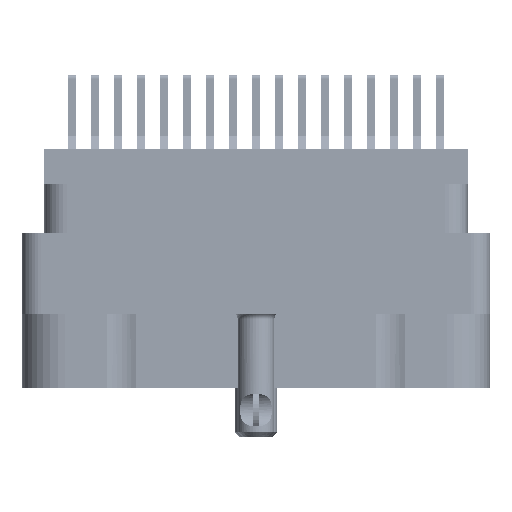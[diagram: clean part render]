
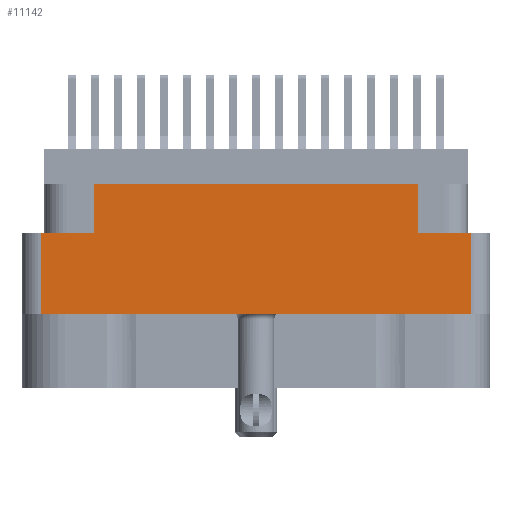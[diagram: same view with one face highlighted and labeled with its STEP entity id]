
A CAD part, left-side view. The second image highlights one B-rep face of the part: STEP entity #11142.
In plain terms, the highlighted planar face has unit normal (-1, 0, 0).
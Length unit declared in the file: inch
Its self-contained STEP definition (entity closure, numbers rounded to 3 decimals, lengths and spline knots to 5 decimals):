
#933 = EDGE_CURVE ( 'NONE', #86990, #36438, #52147, .T. ) ;
#2967 = PLANE ( 'NONE',  #94114 ) ;
#5070 = EDGE_CURVE ( 'NONE', #52187, #80733, #68449, .T. ) ;
#6256 = ORIENTED_EDGE ( 'NONE', *, *, #933, .F. ) ;
#7106 = VERTEX_POINT ( 'NONE', #71546 ) ;
#7191 = EDGE_CURVE ( 'NONE', #84867, #80733, #89886, .T. ) ;
#10420 = DIRECTION ( 'NONE',  ( 0., -1., 0. ) ) ;
#10599 = EDGE_CURVE ( 'NONE', #36438, #84867, #45733, .T. ) ;
#11142 = ADVANCED_FACE ( 'NONE', ( #12865 ), #2967, .T. ) ;
#12865 = FACE_OUTER_BOUND ( 'NONE', #33790, .T. ) ;
#13420 = VECTOR ( 'NONE', #82750, 39.37008 ) ;
#18962 = VECTOR ( 'NONE', #90571, 39.37008 ) ;
#19262 = ORIENTED_EDGE ( 'NONE', *, *, #36715, .T. ) ;
#20321 = DIRECTION ( 'NONE',  ( 0., -1., 0. ) ) ;
#20326 = CARTESIAN_POINT ( 'NONE',  ( -1.375, -0.5285, -0.274 ) ) ;
#21686 = CARTESIAN_POINT ( 'NONE',  ( -1.375, 0.7005, -0.78 ) ) ;
#24704 = DIRECTION ( 'NONE',  ( 0., 0., 1. ) ) ;
#25947 = LINE ( 'NONE', #55265, #59959 ) ;
#26485 = CARTESIAN_POINT ( 'NONE',  ( -1.375, 0.5285, -0.117 ) ) ;
#29642 = CARTESIAN_POINT ( 'NONE',  ( -1.375, -0.7625, -0.78 ) ) ;
#32028 = VECTOR ( 'NONE', #85150, 39.37008 ) ;
#33110 = CARTESIAN_POINT ( 'NONE',  ( -1.375, 0., -0.274 ) ) ;
#33774 = DIRECTION ( 'NONE',  ( 0., -1., 0. ) ) ;
#33790 = EDGE_LOOP ( 'NONE', ( #6256, #85328, #42036, #19262, #90813, #87164, #51474, #90705 ) ) ;
#34085 = LINE ( 'NONE', #43384, #13420 ) ;
#35321 = CARTESIAN_POINT ( 'NONE',  ( -1.375, 0., -0.274 ) ) ;
#36421 = DIRECTION ( 'NONE',  ( 0., 0., 1. ) ) ;
#36438 = VERTEX_POINT ( 'NONE', #45947 ) ;
#36715 = EDGE_CURVE ( 'NONE', #99420, #7106, #25947, .T. ) ;
#39959 = VECTOR ( 'NONE', #20321, 39.37008 ) ;
#40965 = CARTESIAN_POINT ( 'NONE',  ( -1.375, 0.7625, -0.117 ) ) ;
#42036 = ORIENTED_EDGE ( 'NONE', *, *, #82567, .T. ) ;
#43384 = CARTESIAN_POINT ( 'NONE',  ( -1.375, 0., -0.54 ) ) ;
#45733 = LINE ( 'NONE', #80743, #18962 ) ;
#45947 = CARTESIAN_POINT ( 'NONE',  ( -1.375, 0.5285, -0.274 ) ) ;
#46554 = VECTOR ( 'NONE', #33774, 39.37008 ) ;
#48985 = LINE ( 'NONE', #33110, #46554 ) ;
#51474 = ORIENTED_EDGE ( 'NONE', *, *, #7191, .F. ) ;
#52147 = LINE ( 'NONE', #35321, #39959 ) ;
#52187 = VERTEX_POINT ( 'NONE', #20326 ) ;
#55230 = CARTESIAN_POINT ( 'NONE',  ( -1.375, -0.5285, -0.274 ) ) ;
#55257 = CARTESIAN_POINT ( 'NONE',  ( -1.375, -0.7005, -0.54 ) ) ;
#55265 = CARTESIAN_POINT ( 'NONE',  ( -1.375, -0.7005, -0.78 ) ) ;
#56805 = CARTESIAN_POINT ( 'NONE',  ( -1.375, -0.5285, -0.117 ) ) ;
#59959 = VECTOR ( 'NONE', #24704, 39.37008 ) ;
#64151 = VERTEX_POINT ( 'NONE', #69200 ) ;
#67052 = VECTOR ( 'NONE', #91276, 39.37008 ) ;
#67954 = VECTOR ( 'NONE', #10420, 39.37008 ) ;
#68449 = LINE ( 'NONE', #55230, #32028 ) ;
#68983 = DIRECTION ( 'NONE',  ( -1., 0., 0. ) ) ;
#69200 = CARTESIAN_POINT ( 'NONE',  ( -1.375, 0.7005, -0.54 ) ) ;
#71546 = CARTESIAN_POINT ( 'NONE',  ( -1.375, -0.7005, -0.274 ) ) ;
#75937 = CARTESIAN_POINT ( 'NONE',  ( -1.375, 0.7005, -0.274 ) ) ;
#79729 = EDGE_CURVE ( 'NONE', #86990, #64151, #87694, .T. ) ;
#80733 = VERTEX_POINT ( 'NONE', #56805 ) ;
#80743 = CARTESIAN_POINT ( 'NONE',  ( -1.375, 0.5285, -0.274 ) ) ;
#82567 = EDGE_CURVE ( 'NONE', #64151, #99420, #34085, .T. ) ;
#82750 = DIRECTION ( 'NONE',  ( 0., -1., 0. ) ) ;
#84867 = VERTEX_POINT ( 'NONE', #26485 ) ;
#85150 = DIRECTION ( 'NONE',  ( 0., 0., 1. ) ) ;
#85328 = ORIENTED_EDGE ( 'NONE', *, *, #79729, .T. ) ;
#86990 = VERTEX_POINT ( 'NONE', #75937 ) ;
#87164 = ORIENTED_EDGE ( 'NONE', *, *, #5070, .T. ) ;
#87694 = LINE ( 'NONE', #21686, #67052 ) ;
#89886 = LINE ( 'NONE', #40965, #67954 ) ;
#90571 = DIRECTION ( 'NONE',  ( 0., 0., 1. ) ) ;
#90705 = ORIENTED_EDGE ( 'NONE', *, *, #10599, .F. ) ;
#90813 = ORIENTED_EDGE ( 'NONE', *, *, #98203, .F. ) ;
#91276 = DIRECTION ( 'NONE',  ( 0., 0., -1. ) ) ;
#94114 = AXIS2_PLACEMENT_3D ( 'NONE', #29642, #68983, #36421 ) ;
#98203 = EDGE_CURVE ( 'NONE', #52187, #7106, #48985, .T. ) ;
#99420 = VERTEX_POINT ( 'NONE', #55257 ) ;
